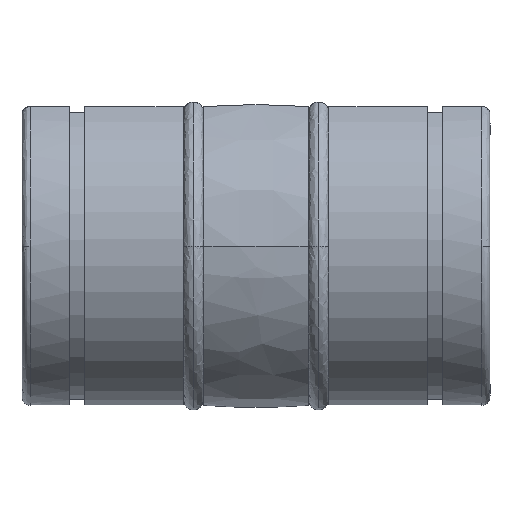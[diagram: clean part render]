
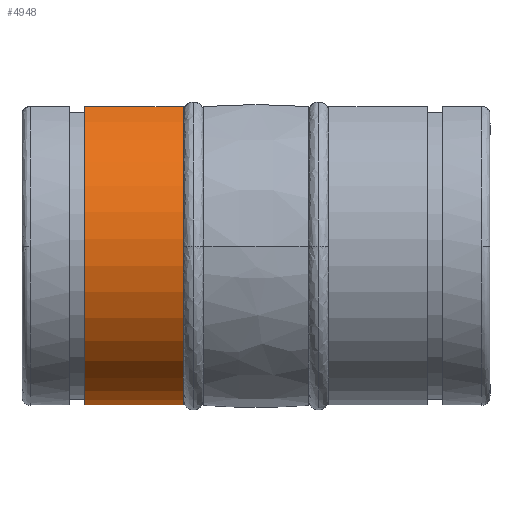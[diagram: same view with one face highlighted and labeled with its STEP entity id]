
A CAD part, left-side view. The second image highlights one B-rep face of the part: STEP entity #4948.
In plain terms, the highlighted cylindrical face has radius 19.394 mm (diameter 38.788 mm), a partial arc.
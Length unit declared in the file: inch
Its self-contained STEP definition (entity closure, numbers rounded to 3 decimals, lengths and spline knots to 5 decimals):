
#549 = VERTEX_POINT ( 'NONE', #6252 ) ;
#584 = VECTOR ( 'NONE', #3625, 39.37008 ) ;
#916 = VERTEX_POINT ( 'NONE', #1269 ) ;
#1009 = ORIENTED_EDGE ( 'NONE', *, *, #7777, .T. ) ;
#1249 = EDGE_LOOP ( 'NONE', ( #1009, #3372, #2141, #2676 ) ) ;
#1269 = CARTESIAN_POINT ( 'NONE',  ( 0.3692, 0.82056, 0.66836 ) ) ;
#1629 = VECTOR ( 'NONE', #4557, 39.37008 ) ;
#1799 = CARTESIAN_POINT ( 'NONE',  ( -0.3692, -1.68158, 0.66836 ) ) ;
#1906 = DIRECTION ( 'NONE',  ( 0., 0., 1. ) ) ;
#2022 = CIRCLE ( 'NONE', #6418, 0.76355 ) ;
#2141 = ORIENTED_EDGE ( 'NONE', *, *, #3798, .T. ) ;
#2200 = EDGE_CURVE ( 'NONE', #549, #4600, #7778, .T. ) ;
#2254 = AXIS2_PLACEMENT_3D ( 'NONE', #5945, #4766, #4169 ) ;
#2523 = DIRECTION ( 'NONE',  ( 0., 0., 1. ) ) ;
#2676 = ORIENTED_EDGE ( 'NONE', *, *, #2200, .T. ) ;
#3372 = ORIENTED_EDGE ( 'NONE', *, *, #4835, .T. ) ;
#3625 = DIRECTION ( 'NONE',  ( 0., 1., 0. ) ) ;
#3798 = EDGE_CURVE ( 'NONE', #916, #549, #6377, .T. ) ;
#3799 = LINE ( 'NONE', #1799, #584 ) ;
#4169 = DIRECTION ( 'NONE',  ( 0., 0., 1. ) ) ;
#4235 = CARTESIAN_POINT ( 'NONE',  ( -0.3692, 0.82056, 0.66836 ) ) ;
#4283 = CYLINDRICAL_SURFACE ( 'NONE', #2254, 0.76355 ) ;
#4315 = CARTESIAN_POINT ( 'NONE',  ( 0., 0.82056, 0. ) ) ;
#4367 = DIRECTION ( 'NONE',  ( 0., -1., 0. ) ) ;
#4557 = DIRECTION ( 'NONE',  ( 0., -1., 0. ) ) ;
#4600 = VERTEX_POINT ( 'NONE', #5620 ) ;
#4766 = DIRECTION ( 'NONE',  ( 0., 1., 0. ) ) ;
#4786 = VERTEX_POINT ( 'NONE', #4235 ) ;
#4835 = EDGE_CURVE ( 'NONE', #4786, #916, #2022, .T. ) ;
#4948 = ADVANCED_FACE ( 'NONE', ( #7491 ), #4283, .T. ) ;
#5620 = CARTESIAN_POINT ( 'NONE',  ( -0.3692, 0.34921, 0.66836 ) ) ;
#5859 = AXIS2_PLACEMENT_3D ( 'NONE', #7664, #7238, #1906 ) ;
#5945 = CARTESIAN_POINT ( 'NONE',  ( 0., 0., 0. ) ) ;
#6252 = CARTESIAN_POINT ( 'NONE',  ( 0.3692, 0.34921, 0.66836 ) ) ;
#6377 = LINE ( 'NONE', #6931, #1629 ) ;
#6418 = AXIS2_PLACEMENT_3D ( 'NONE', #4315, #4367, #2523 ) ;
#6931 = CARTESIAN_POINT ( 'NONE',  ( 0.3692, -1.68158, 0.66836 ) ) ;
#7238 = DIRECTION ( 'NONE',  ( 0., 1., 0. ) ) ;
#7491 = FACE_OUTER_BOUND ( 'NONE', #1249, .T. ) ;
#7664 = CARTESIAN_POINT ( 'NONE',  ( 0., 0.34921, 0. ) ) ;
#7777 = EDGE_CURVE ( 'NONE', #4600, #4786, #3799, .T. ) ;
#7778 = CIRCLE ( 'NONE', #5859, 0.76355 ) ;
